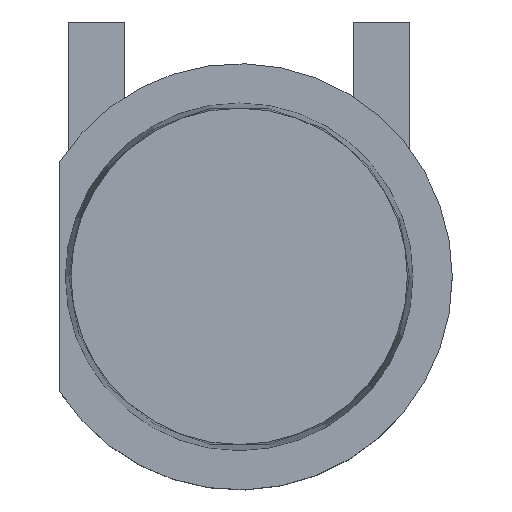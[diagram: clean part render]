
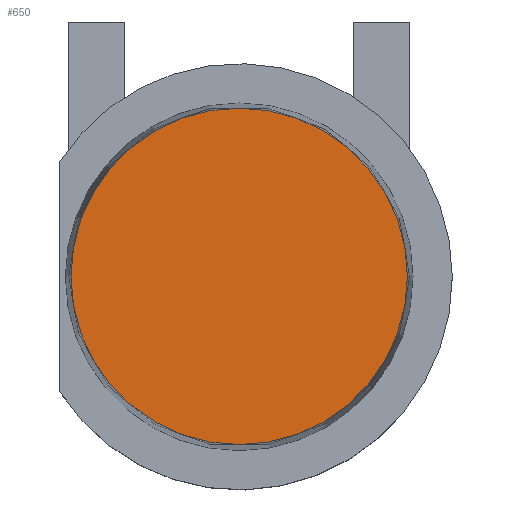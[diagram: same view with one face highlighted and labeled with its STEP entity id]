
A CAD part, top view. The second image highlights one B-rep face of the part: STEP entity #650.
In plain terms, the highlighted face is planar.
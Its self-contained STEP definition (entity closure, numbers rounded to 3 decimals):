
#38=PLANE('',#713);
#178=FACE_OUTER_BOUND('',#217,.T.);
#217=EDGE_LOOP('',(#463));
#259=CIRCLE('',#712,1.5);
#300=VERTEX_POINT('',#1027);
#367=EDGE_CURVE('',#300,#300,#259,.T.);
#463=ORIENTED_EDGE('',*,*,#367,.F.);
#650=ADVANCED_FACE('',(#178),#38,.F.);
#712=AXIS2_PLACEMENT_3D('',#1029,#796,#797);
#713=AXIS2_PLACEMENT_3D('',#1030,#798,#799);
#796=DIRECTION('center_axis',(0.,-1.,0.));
#797=DIRECTION('ref_axis',(1.,0.,0.));
#798=DIRECTION('center_axis',(0.,-1.,0.));
#799=DIRECTION('ref_axis',(1.,0.,0.));
#1027=CARTESIAN_POINT('',(-1.5,2.2,0.));
#1029=CARTESIAN_POINT('Origin',(0.,2.2,0.));
#1030=CARTESIAN_POINT('Origin',(-1.5,2.2,0.));
